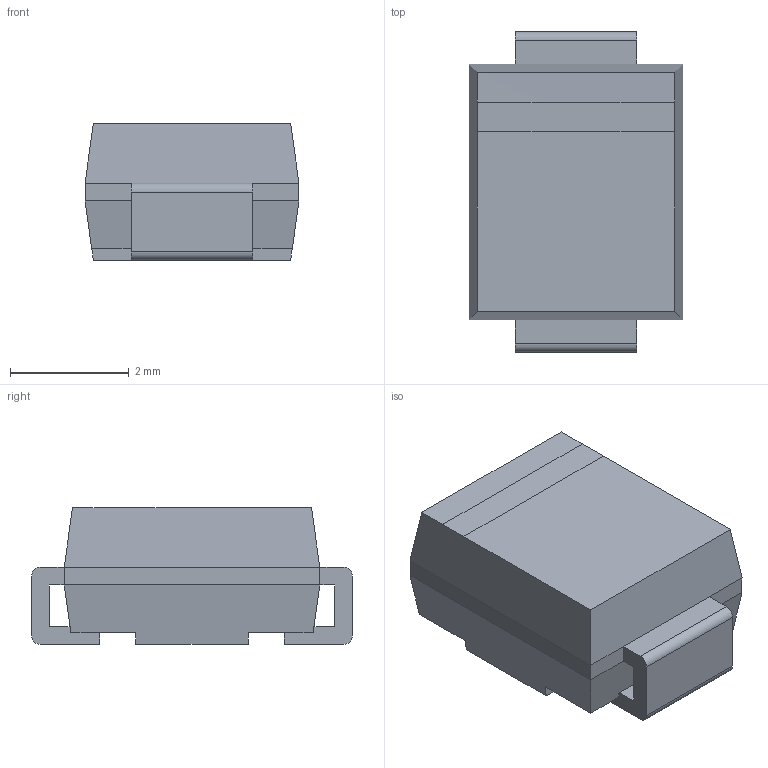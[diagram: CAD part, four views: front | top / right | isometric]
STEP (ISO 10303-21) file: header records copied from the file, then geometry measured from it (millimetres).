
FILE_DESCRIPTION(/* description */ (''),/* implementation_level */ '2;1');
FILE_NAME(/* name */ 'DO-214AA SMB.step',/* time_stamp */ '2020-09-06T16:11:49+02:00',/* author */ (''),/* organization */ (''),/* preprocessor_version */ 'ST-DEVELOPER v18.1',/* originating_system */ 'Autodesk Translation Framework v9.3.0.1241',/* authorisation */ '');
FILE_SCHEMA (('AUTOMOTIVE_DESIGN { 1 0 10303 214 3 1 1 }','AUTOMOTIVE_DESIGN { 1 0 10303 214 1 1 1 1 }'));
Length unit declared in the file: millimetre
Products named in the file (2): (Unsaved); Component1
Assembly tree (1 placements, depth 2):
  (Unsaved)
    Component1
Bounding box: 3.6 x 5.4 x 2.3 mm (x, y, z)
Volume: 34.7 mm3; surface area: 78.6 mm2
Topology: 1 solids, 1 shells, 44 faces, 122 edges, 76 vertices
Faces by surface type: plane 40, cylinder 4
Entity records: 1472 total; most frequent: CARTESIAN_POINT 245, ORIENTED_EDGE 244, DIRECTION 226, EDGE_CURVE 122, LINE 112, VECTOR 112, VERTEX_POINT 76, AXIS2_PLACEMENT_3D 57
